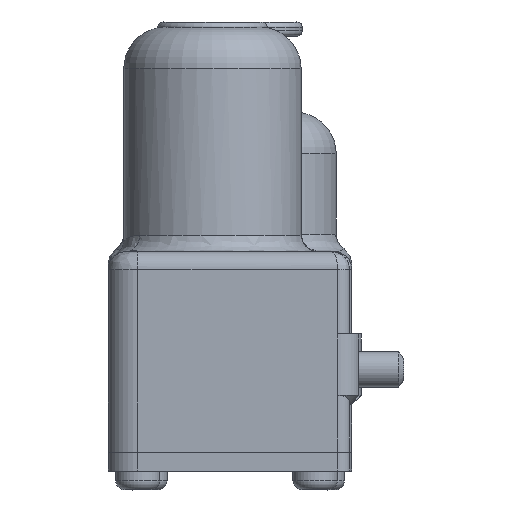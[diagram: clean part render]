
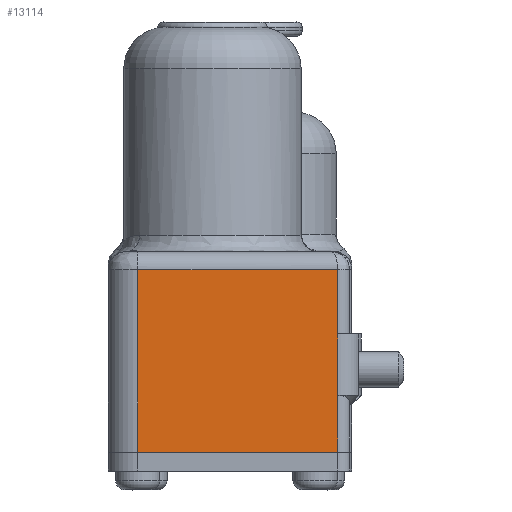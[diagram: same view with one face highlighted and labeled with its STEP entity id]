
A CAD part, front view. The second image highlights one B-rep face of the part: STEP entity #13114.
In plain terms, the highlighted planar face has unit normal (0, -1, 0).
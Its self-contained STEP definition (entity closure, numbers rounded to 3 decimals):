
#1300=FACE_OUTER_BOUND('',#2119,.T.);
#2119=EDGE_LOOP('',(#10520,#10521,#10522,#10523,#10524,#10525));
#3135=LINE('',#23739,#4362);
#3158=LINE('',#23821,#4385);
#3159=LINE('',#23831,#4386);
#3160=LINE('',#23864,#4387);
#3173=LINE('',#24000,#4400);
#3174=LINE('',#24001,#4401);
#4362=VECTOR('',#16609,10.);
#4385=VECTOR('',#16676,10.);
#4386=VECTOR('',#16689,2.5);
#4387=VECTOR('',#16702,10.);
#4400=VECTOR('',#16757,10.);
#4401=VECTOR('',#16758,1.8);
#6019=VERTEX_POINT('',#23723);
#6021=VERTEX_POINT('',#23738);
#6043=VERTEX_POINT('',#23820);
#6046=VERTEX_POINT('',#23829);
#6047=VERTEX_POINT('',#23862);
#6058=VERTEX_POINT('',#23999);
#7570=EDGE_CURVE('',#6019,#6021,#3135,.T.);
#7607=EDGE_CURVE('',#6043,#6021,#3158,.T.);
#7612=EDGE_CURVE('',#6043,#6046,#3159,.T.);
#7617=EDGE_CURVE('',#6046,#6047,#3160,.T.);
#7639=EDGE_CURVE('',#6058,#6019,#3173,.T.);
#7640=EDGE_CURVE('',#6058,#6047,#3174,.T.);
#10520=ORIENTED_EDGE('',*,*,#7617,.F.);
#10521=ORIENTED_EDGE('',*,*,#7612,.F.);
#10522=ORIENTED_EDGE('',*,*,#7607,.T.);
#10523=ORIENTED_EDGE('',*,*,#7570,.F.);
#10524=ORIENTED_EDGE('',*,*,#7639,.F.);
#10525=ORIENTED_EDGE('',*,*,#7640,.T.);
#12507=PLANE('',#14282);
#13114=ADVANCED_FACE('',(#1300),#12507,.T.);
#14282=AXIS2_PLACEMENT_3D('',#23998,#16755,#16756);
#16609=DIRECTION('',(0.,0.,-1.));
#16676=DIRECTION('',(1.,0.,0.));
#16689=DIRECTION('',(0.,0.,1.));
#16702=DIRECTION('',(1.,0.,0.));
#16755=DIRECTION('center_axis',(0.,-1.,
0.));
#16756=DIRECTION('ref_axis',(-1.,0.,0.));
#16757=DIRECTION('',(0.,0.,-1.));
#16758=DIRECTION('',(0.,0.,1.));
#23723=CARTESIAN_POINT('',(-3.417,-0.331,-8.604));
#23738=CARTESIAN_POINT('',(-3.417,-0.331,-13.404));
#23739=CARTESIAN_POINT('',(-3.417,-0.331,-14.604));
#23820=CARTESIAN_POINT('',(-20.317,-0.331,-13.404));
#23821=CARTESIAN_POINT('',(-2.458,-0.331,-13.404));
#23829=CARTESIAN_POINT('',(-20.317,-0.331,2.046));
#23831=CARTESIAN_POINT('',(-20.317,-0.331,0.696));
#23862=CARTESIAN_POINT('',(-3.417,-0.331,2.046));
#23864=CARTESIAN_POINT('',(-8.262,-0.331,2.046));
#23998=CARTESIAN_POINT('Origin',(-2.5,-0.331,0.696));
#23999=CARTESIAN_POINT('',(-3.417,-0.331,-3.404));
#24000=CARTESIAN_POINT('',(-3.417,-0.331,0.696));
#24001=CARTESIAN_POINT('',(-3.417,-0.331,-4.304));
